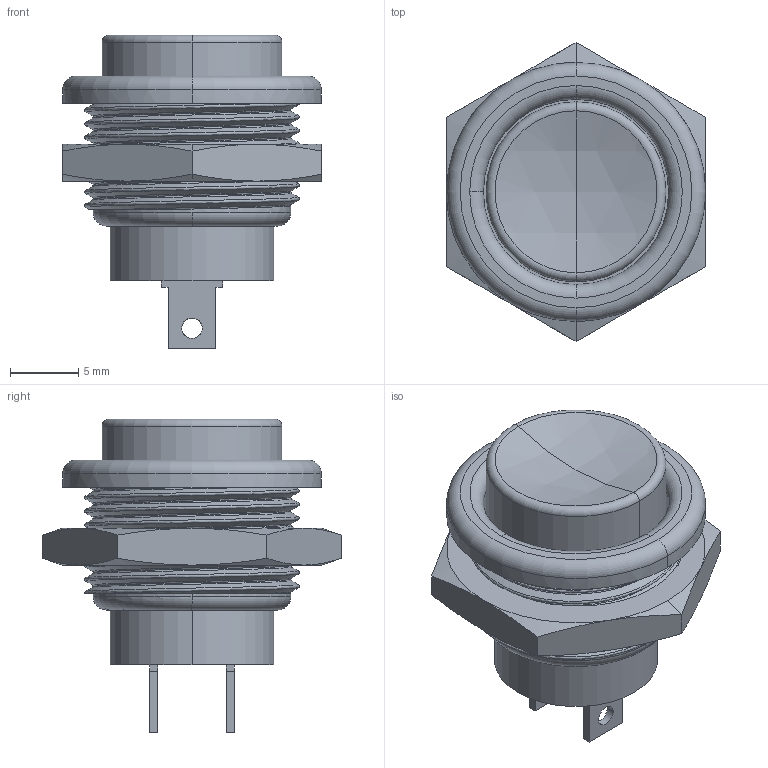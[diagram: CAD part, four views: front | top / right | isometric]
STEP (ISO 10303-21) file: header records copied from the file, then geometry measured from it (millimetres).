
FILE_DESCRIPTION(('CATIA V5 STEP Exchange'),'2;1');
FILE_NAME('Push-Button.stp','2021-01-12T19:44:57+00:00',('none'),('none'),'CATIA Version 5 Release 19 GA (IN-10)','CATIA V5 STEP AP203','none');
FILE_SCHEMA(('CONFIG_CONTROL_DESIGN'));
Length unit declared in the file: millimetre
Products named in the file (1): Push-Button N.O. Red
Bounding box: 19 x 21.94 x 23 mm (x, y, z)
Volume: 2824.5 mm3; surface area: 3410.7 mm2
Topology: 6 solids, 6 shells, 92 faces, 256 edges, 177 vertices
Faces by surface type: plane 38, cone 16, cylinder 15, bspline 11, torus 10, sphere 2
Entity records: 8666 total; most frequent: CARTESIAN_POINT 6511, ORIENTED_EDGE 510, DIRECTION 298, EDGE_CURVE 255, VERTEX_POINT 177, AXIS2_PLACEMENT_3D 143, B_SPLINE_CURVE_WITH_KNOTS 115, EDGE_LOOP 100
